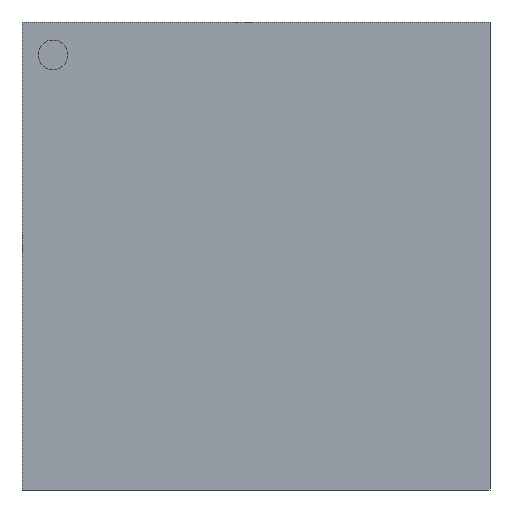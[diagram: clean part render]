
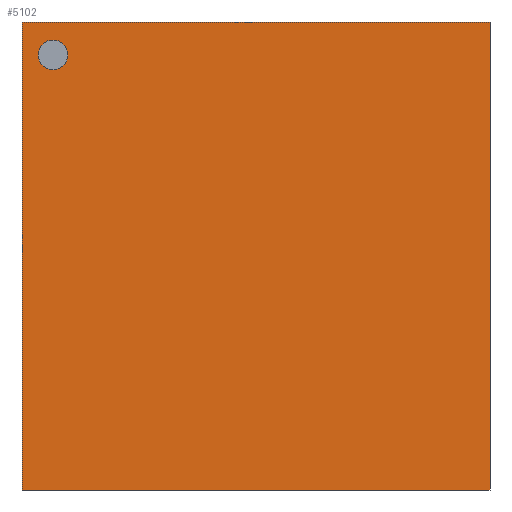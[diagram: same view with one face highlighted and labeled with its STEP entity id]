
A CAD part, front view. The second image highlights one B-rep face of the part: STEP entity #5102.
In plain terms, the highlighted planar face has unit normal (0, -1, 0).
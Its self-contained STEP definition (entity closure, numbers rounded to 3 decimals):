
#3730=VERTEX_POINT('NONE',#3731);
#3731=CARTESIAN_POINT('',(-1.301,-0.375,1.384));
#3737=EDGE_CURVE('NONE',#3730,#3738,#3740,.T.);
#3738=VERTEX_POINT('NONE',#3739);
#3739=CARTESIAN_POINT('',(-1.301,-0.375,1.195));
#3740=CIRCLE('',#3741,0.095);
#3741=AXIS2_PLACEMENT_3D('',#3742,#3743,#3744);
#3742=CARTESIAN_POINT('',(-1.301,-0.375,1.289));
#3743=DIRECTION('',(0.0,-1.0,0.0));
#3744=DIRECTION('',(0.0,0.0,-1.0));
#3851=VERTEX_POINT('NONE',#3852);
#3852=CARTESIAN_POINT('',(1.5,-0.375,1.5));
#3858=EDGE_CURVE('NONE',#3851,#3859,#3861,.T.);
#3859=VERTEX_POINT('NONE',#3860);
#3860=CARTESIAN_POINT('',(1.5,-0.375,-1.5));
#3861=LINE('',#3862,#3863);
#3862=CARTESIAN_POINT('',(1.5,-0.375,-1.5));
#3863=VECTOR('',#3864,1.0);
#3864=DIRECTION('',(0.,0.0,-1.0));
#4065=EDGE_CURVE('NONE',#3859,#4066,#4068,.T.);
#4066=VERTEX_POINT('NONE',#4067);
#4067=CARTESIAN_POINT('',(-1.5,-0.375,-1.5));
#4068=LINE('',#4069,#4070);
#4069=CARTESIAN_POINT('',(-1.5,-0.375,-1.5));
#4070=VECTOR('',#4071,1.0);
#4071=DIRECTION('',(-1.0,0.0,0.0));
#4192=EDGE_CURVE('NONE',#4066,#4193,#4195,.T.);
#4193=VERTEX_POINT('NONE',#4194);
#4194=CARTESIAN_POINT('',(-1.5,-0.375,1.5));
#4195=LINE('',#4196,#4197);
#4196=CARTESIAN_POINT('',(-1.5,-0.375,-1.5));
#4197=VECTOR('',#4198,1.0);
#4198=DIRECTION('',(0.,0.0,1.0));
#4381=EDGE_CURVE('NONE',#4193,#3851,#4382,.T.);
#4382=LINE('',#4383,#4384);
#4383=CARTESIAN_POINT('',(-1.5,-0.375,1.5));
#4384=VECTOR('',#4385,1.0);
#4385=DIRECTION('',(1.0,0.0,0.0));
#5102=ADVANCED_FACE('NONE',(#5103,#5113),#5119,.F.);
#5103=FACE_BOUND('NONE',#5104,.T.);
#5104=EDGE_LOOP('',(#5105,#5112));
#5105=ORIENTED_EDGE('',*,*,#5106,.T.);
#5106=EDGE_CURVE('NONE',#3730,#3738,#5107,.F.);
#5107=CIRCLE('',#5108,0.095);
#5108=AXIS2_PLACEMENT_3D('',#5109,#5110,#5111);
#5109=CARTESIAN_POINT('',(-1.301,-0.375,1.289));
#5110=DIRECTION('',(0.0,-1.0,0.0));
#5111=DIRECTION('',(0.0,0.0,-1.0));
#5112=ORIENTED_EDGE('',*,*,#3737,.F.);
#5113=FACE_BOUND('NONE',#5114,.T.);
#5114=EDGE_LOOP('',(#5115,#5116,#5117,#5118));
#5115=ORIENTED_EDGE('',*,*,#3858,.F.);
#5116=ORIENTED_EDGE('',*,*,#4381,.F.);
#5117=ORIENTED_EDGE('',*,*,#4192,.F.);
#5118=ORIENTED_EDGE('',*,*,#4065,.F.);
#5119=PLANE('',#5120);
#5120=AXIS2_PLACEMENT_3D('',#5121,#5122,#5123);
#5121=CARTESIAN_POINT('',(0.0,-0.375,0.0));
#5122=DIRECTION('',(0.0,1.0,0.0));
#5123=DIRECTION('',(0.0,0.0,1.0));
